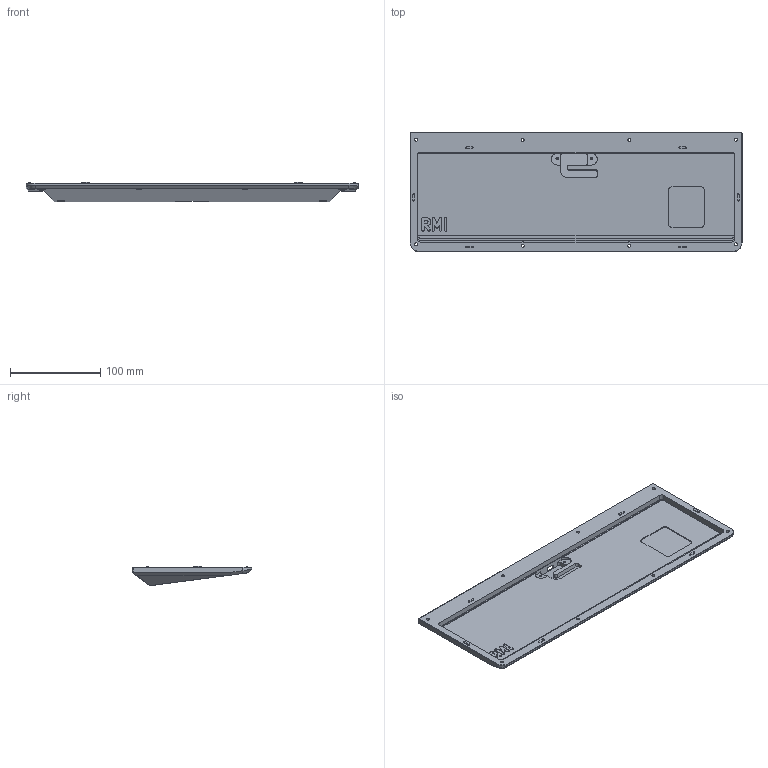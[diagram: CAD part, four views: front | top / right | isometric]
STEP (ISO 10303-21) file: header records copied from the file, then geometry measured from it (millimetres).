
FILE_DESCRIPTION(/* description */ (''),/* implementation_level */ '2;1');
FILE_NAME(/* name */ 'SI FRL - Bottom.step',/* time_stamp */ '2022-11-13T23:30:14+08:00',/* author */ (''),/* organization */ (''),/* preprocessor_version */ 'ST-DEVELOPER v19.2',/* originating_system */ 'Autodesk Translation Framework v11.17.0.187',/* authorisation */ '');
FILE_SCHEMA (('AUTOMOTIVE_DESIGN { 1 0 10303 214 3 1 1 }'));
Length unit declared in the file: millimetre
Products named in the file (1): (Unsaved)
Bounding box: 368.66 x 132.25 x 21.54 mm (x, y, z)
Volume: 350970.3 mm3; surface area: 113838.6 mm2
Topology: 1 solids, 1 shells, 220 faces, 568 edges, 374 vertices
Faces by surface type: plane 116, cylinder 90, bspline 8, cone 6
Full cylindrical faces by diameter (mm): 2.529 x2, 3.3 x8, 6 x8, 8.5 x4
Entity records: 6940 total; most frequent: CARTESIAN_POINT 1353, DIRECTION 1176, ORIENTED_EDGE 1132, EDGE_CURVE 566, AXIS2_PLACEMENT_3D 411, VERTEX_POINT 374, LINE 354, VECTOR 354
